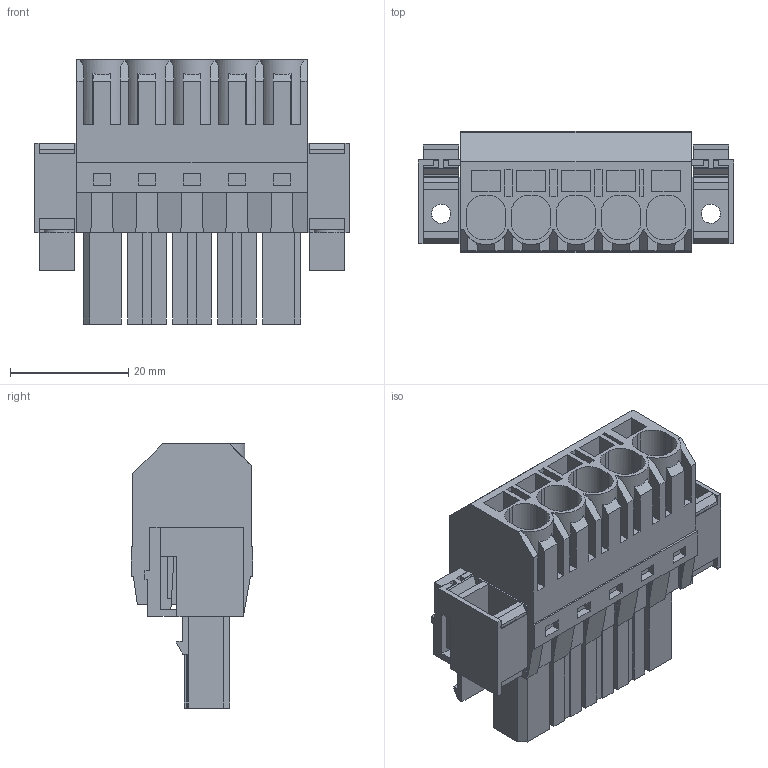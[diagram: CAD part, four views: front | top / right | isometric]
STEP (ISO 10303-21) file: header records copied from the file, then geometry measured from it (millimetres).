
FILE_DESCRIPTION(('CATIA V5 STEP Exchange','CAx-IF Rec.Pracs.--- Model Styling and Organization---1.4--- 2014-01-23'),'2;1');
FILE_NAME ('D1447932_1_1060480000_1060480000.stp','2023-09-07T12:48:47+00:00',('none'),('Weidmueller'),'CATIA Version 5-6 Release 2016 SP3 HF44','CATIA V5 STEP AP214','none');
FILE_SCHEMA(('AUTOMOTIVE_DESIGN { 1 0 10303 214 1 1 1 1 }'));
Length unit declared in the file: millimetre
Products named in the file (1): 1060480000
Bounding box: 53.34 x 20.6 x 44.7 mm (x, y, z)
Volume: 23563.1 mm3; surface area: 13896.2 mm2
Topology: 3 solids, 3 shells, 609 faces, 1758 edges, 1187 vertices
Faces by surface type: plane 576, cylinder 33
Entity records: 19076 total; most frequent: CARTESIAN_POINT 3689, ORIENTED_EDGE 3516, DIRECTION 2549, EDGE_CURVE 1758, VECTOR 1672, LINE 1672, VERTEX_POINT 1187, EDGE_LOOP 649
